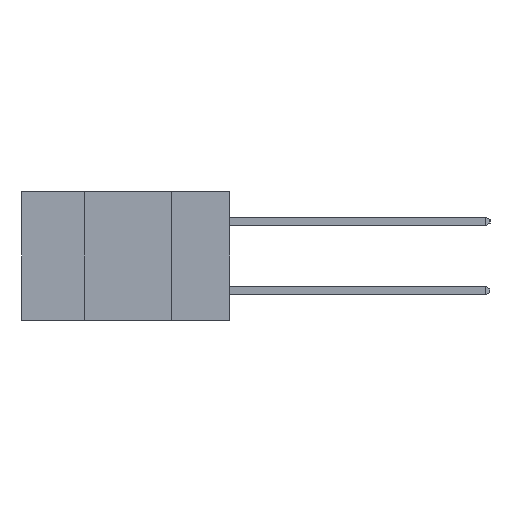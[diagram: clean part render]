
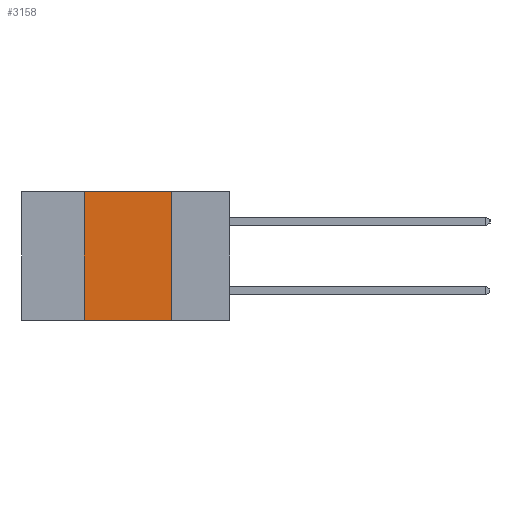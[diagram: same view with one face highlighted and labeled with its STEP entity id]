
A CAD part, left-side view. The second image highlights one B-rep face of the part: STEP entity #3158.
In plain terms, the highlighted planar face has unit normal (-1, 0, 0).
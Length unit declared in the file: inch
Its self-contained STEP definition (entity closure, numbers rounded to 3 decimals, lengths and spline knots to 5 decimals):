
#542 = DIRECTION ( 'NONE',  ( 0., 0., 1. ) ) ;
#2497 = EDGE_CURVE ( 'NONE', #22300, #20809, #21916, .T. ) ;
#3158 = ADVANCED_FACE ( 'NONE', ( #20035 ), #23011, .F. ) ;
#5280 = VERTEX_POINT ( 'NONE', #6875 ) ;
#5980 = CARTESIAN_POINT ( 'NONE',  ( 0., 0.6, 0. ) ) ;
#6129 = CARTESIAN_POINT ( 'NONE',  ( 0., 0.42, -0.37 ) ) ;
#6410 = ORIENTED_EDGE ( 'NONE', *, *, #7411, .F. ) ;
#6875 = CARTESIAN_POINT ( 'NONE',  ( 0., 0.42, 0. ) ) ;
#7411 = EDGE_CURVE ( 'NONE', #22300, #5280, #7435, .T. ) ;
#7435 = LINE ( 'NONE', #6129, #20234 ) ;
#8025 = CARTESIAN_POINT ( 'NONE',  ( 0., 0.17, 0. ) ) ;
#8094 = ORIENTED_EDGE ( 'NONE', *, *, #12090, .F. ) ;
#8515 = EDGE_LOOP ( 'NONE', ( #21427, #8094, #6410, #20878 ) ) ;
#10559 = CARTESIAN_POINT ( 'NONE',  ( 0., 0.42, -0.37 ) ) ;
#10825 = CARTESIAN_POINT ( 'NONE',  ( 0., 0.17, -0.37 ) ) ;
#10919 = DIRECTION ( 'NONE',  ( 0., -1., 0. ) ) ;
#12090 = EDGE_CURVE ( 'NONE', #5280, #19651, #22784, .T. ) ;
#15364 = CARTESIAN_POINT ( 'NONE',  ( 0., 0.6, -0.37 ) ) ;
#15420 = CARTESIAN_POINT ( 'NONE',  ( 0., 0.17, -0.37 ) ) ;
#16254 = LINE ( 'NONE', #15420, #20864 ) ;
#16460 = DIRECTION ( 'NONE',  ( 0., -1., 0. ) ) ;
#16750 = VECTOR ( 'NONE', #10919, 39.37008 ) ;
#16754 = EDGE_CURVE ( 'NONE', #19651, #20809, #16254, .T. ) ;
#18300 = AXIS2_PLACEMENT_3D ( 'NONE', #22913, #22159, #21956 ) ;
#18927 = DIRECTION ( 'NONE',  ( 0., 0., -1. ) ) ;
#19651 = VERTEX_POINT ( 'NONE', #8025 ) ;
#20035 = FACE_OUTER_BOUND ( 'NONE', #8515, .T. ) ;
#20234 = VECTOR ( 'NONE', #542, 39.37008 ) ;
#20809 = VERTEX_POINT ( 'NONE', #10825 ) ;
#20864 = VECTOR ( 'NONE', #18927, 39.37008 ) ;
#20878 = ORIENTED_EDGE ( 'NONE', *, *, #2497, .T. ) ;
#21427 = ORIENTED_EDGE ( 'NONE', *, *, #16754, .F. ) ;
#21916 = LINE ( 'NONE', #15364, #16750 ) ;
#21956 = DIRECTION ( 'NONE',  ( 0., 0., -1. ) ) ;
#22159 = DIRECTION ( 'NONE',  ( 1., 0., 0. ) ) ;
#22231 = VECTOR ( 'NONE', #16460, 39.37008 ) ;
#22300 = VERTEX_POINT ( 'NONE', #10559 ) ;
#22784 = LINE ( 'NONE', #5980, #22231 ) ;
#22913 = CARTESIAN_POINT ( 'NONE',  ( 0., 0.6, 0. ) ) ;
#23011 = PLANE ( 'NONE',  #18300 ) ;
